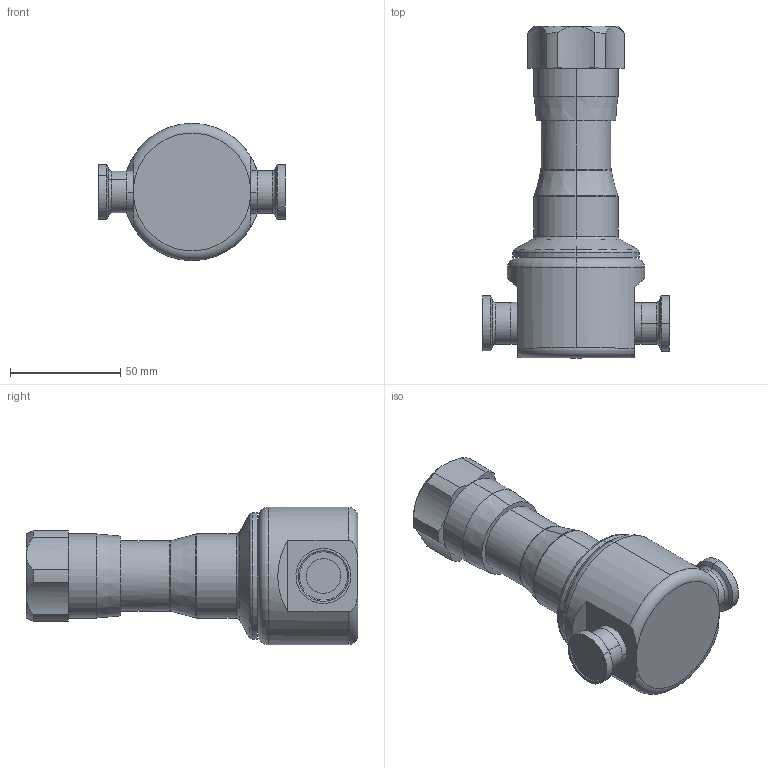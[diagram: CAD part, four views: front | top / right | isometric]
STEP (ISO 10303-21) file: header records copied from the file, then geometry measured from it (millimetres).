
FILE_DESCRIPTION (( 'STEP AP203' ), '1' );
FILE_NAME ('JSB-075-CA.STEP', '2017-06-21T13:50:40', ( '' ), ( '' ), 'SwSTEP 2.0', 'SolidWorks 2014', '' );
FILE_SCHEMA (( 'CONFIG_CONTROL_DESIGN' ));
Length unit declared in the file: inch
Products named in the file (2): JSB-075-CA
Bounding box: 84.43 x 150.5 x 62.23 mm (x, y, z)
Volume: 256460.7 mm3; surface area: 33046.2 mm2
Topology: 1 solids, 3 shells, 110 faces, 242 edges, 146 vertices
Faces by surface type: cylinder 43, plane 28, torus 20, cone 19
Entity records: 3405 total; most frequent: CARTESIAN_POINT 746, DIRECTION 596, ORIENTED_EDGE 484, AXIS2_PLACEMENT_3D 262, EDGE_CURVE 242, CIRCLE 150, VERTEX_POINT 146, EDGE_LOOP 118
